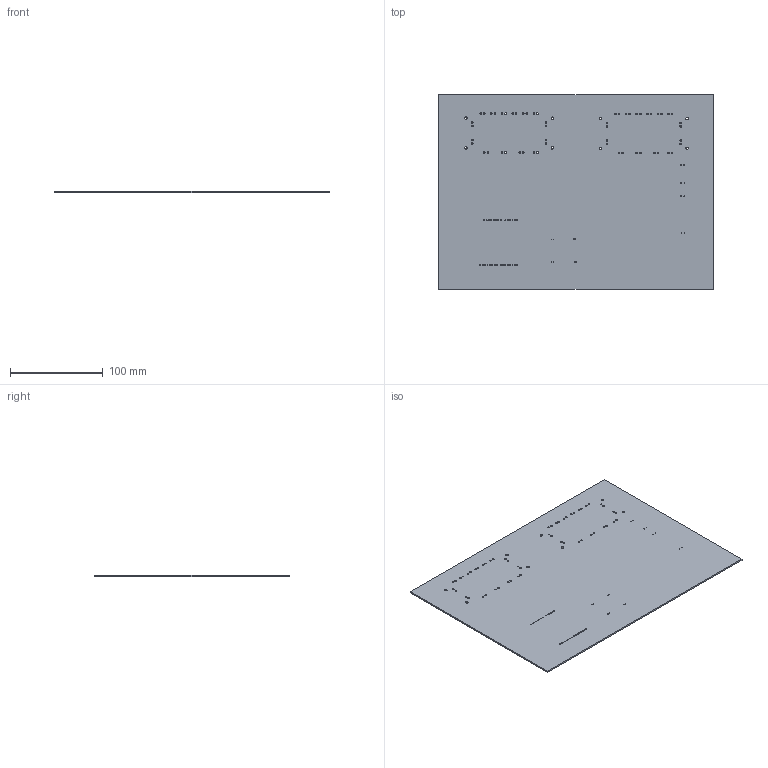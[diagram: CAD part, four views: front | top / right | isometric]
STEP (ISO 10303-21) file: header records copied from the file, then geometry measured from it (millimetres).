
FILE_DESCRIPTION(('KiCad electronic assembly'),'2;1');
FILE_NAME('isuzu investment 2.step','2025-10-15T12:51:09',('Pcbnew'),( 'Kicad'),'Open CASCADE STEP processor 7.8','KiCad to STEP converter' ,'Unknown');
FILE_SCHEMA(('AUTOMOTIVE_DESIGN { 1 0 10303 214 1 1 1 1 }'));
Length unit declared in the file: millimetre
Products named in the file (2): isuzu investment 2 1; _autosave-isuzu investment 2_PCB
Assembly tree (1 placements, depth 2):
  isuzu investment 2 1
    _autosave-isuzu investment 2_PCB
Bounding box: 295.47 x 209.52 x 1.6 mm (x, y, z)
Volume: 98730.6 mm3; surface area: 125823.4 mm2
Topology: 1 solids, 1 shells, 116 faces, 342 edges, 228 vertices
Faces by surface type: cylinder 110, plane 6
Full cylindrical faces by diameter (mm): 0.7 x8, 0.8 x8, 1 x30, 1.7 x56, 2.6 x8
Entity records: 4483 total; most frequent: DIRECTION 798, CARTESIAN_POINT 688, ORIENTED_EDGE 684, EDGE_CURVE 342, AXIS2_PLACEMENT_3D 338, FACE_BOUND 336, EDGE_LOOP 336, VERTEX_POINT 228
